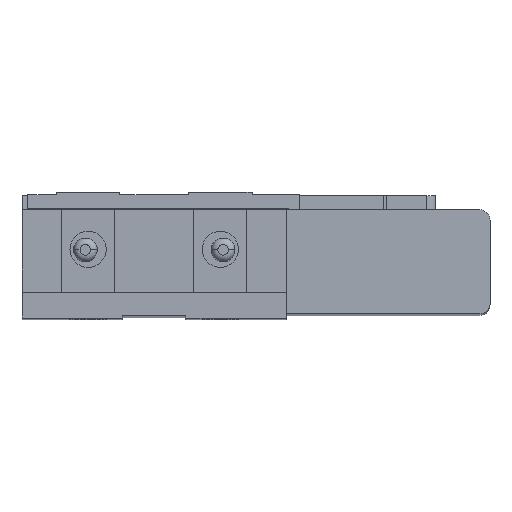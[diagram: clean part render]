
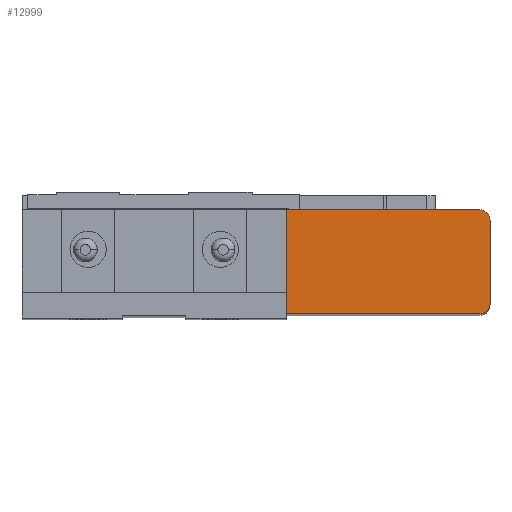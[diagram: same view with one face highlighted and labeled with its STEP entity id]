
A CAD part, top view. The second image highlights one B-rep face of the part: STEP entity #12999.
In plain terms, the highlighted planar face has unit normal (0, 0, 1).
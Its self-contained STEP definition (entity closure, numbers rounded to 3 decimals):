
#25 = CARTESIAN_POINT ( 'NONE',  ( 63.5, 5.424, 206.7 ) ) ;
#1143 = CARTESIAN_POINT ( 'NONE',  ( 25., 7.424, 206.7 ) ) ;
#1228 = VECTOR ( 'NONE', #6201, 1000. ) ;
#1644 = CIRCLE ( 'NONE', #11739, 2. ) ;
#2053 = DIRECTION ( 'NONE',  ( 0., 0., 1. ) ) ;
#2161 = CARTESIAN_POINT ( 'NONE',  ( -25., -13.076, 206.7 ) ) ;
#2265 = VERTEX_POINT ( 'NONE', #1143 ) ;
#2746 = VECTOR ( 'NONE', #8621, 1000. ) ;
#2940 = LINE ( 'NONE', #16357, #1228 ) ;
#3283 = EDGE_CURVE ( 'NONE', #10357, #16034, #2940, .T. ) ;
#3907 = PLANE ( 'NONE',  #13274 ) ;
#4546 = ORIENTED_EDGE ( 'NONE', *, *, #12561, .T. ) ;
#4755 = EDGE_CURVE ( 'NONE', #6724, #5128, #1644, .T. ) ;
#4959 = CARTESIAN_POINT ( 'NONE',  ( 63.5, 5.424, 206.7 ) ) ;
#5128 = VERTEX_POINT ( 'NONE', #13689 ) ;
#5283 = CARTESIAN_POINT ( 'NONE',  ( 25., 7.424, 206.7 ) ) ;
#6201 = DIRECTION ( 'NONE',  ( 1., 0., 0. ) ) ;
#6665 = DIRECTION ( 'NONE',  ( 0., 1., 0. ) ) ;
#6724 = VERTEX_POINT ( 'NONE', #4959 ) ;
#7178 = CARTESIAN_POINT ( 'NONE',  ( 61.5, 5.424, 206.7 ) ) ;
#8010 = AXIS2_PLACEMENT_3D ( 'NONE', #14241, #9334, #19162 ) ;
#8348 = DIRECTION ( 'NONE',  ( 0., -1., 0. ) ) ;
#8621 = DIRECTION ( 'NONE',  ( -1., 0., 0. ) ) ;
#9334 = DIRECTION ( 'NONE',  ( 0., 0., 1. ) ) ;
#10091 = ORIENTED_EDGE ( 'NONE', *, *, #11942, .T. ) ;
#10243 = LINE ( 'NONE', #16910, #2746 ) ;
#10357 = VERTEX_POINT ( 'NONE', #12612 ) ;
#10547 = DIRECTION ( 'NONE',  ( 1., 0., 0. ) ) ;
#10687 = CARTESIAN_POINT ( 'NONE',  ( 61.5, -12.276, 206.7 ) ) ;
#11739 = AXIS2_PLACEMENT_3D ( 'NONE', #7178, #2053, #13824 ) ;
#11826 = LINE ( 'NONE', #5283, #16922 ) ;
#11942 = EDGE_CURVE ( 'NONE', #16034, #15302, #20911, .T. ) ;
#12545 = EDGE_CURVE ( 'NONE', #5128, #2265, #10243, .T. ) ;
#12561 = EDGE_CURVE ( 'NONE', #15302, #6724, #21535, .T. ) ;
#12612 = CARTESIAN_POINT ( 'NONE',  ( 25., -12.276, 206.7 ) ) ;
#12999 = ADVANCED_FACE ( 'NONE', ( #20611 ), #3907, .T. ) ;
#13123 = ORIENTED_EDGE ( 'NONE', *, *, #4755, .T. ) ;
#13274 = AXIS2_PLACEMENT_3D ( 'NONE', #2161, #17439, #10547 ) ;
#13307 = ORIENTED_EDGE ( 'NONE', *, *, #19568, .T. ) ;
#13689 = CARTESIAN_POINT ( 'NONE',  ( 61.5, 7.424, 206.7 ) ) ;
#13824 = DIRECTION ( 'NONE',  ( 1., 0., 0. ) ) ;
#14241 = CARTESIAN_POINT ( 'NONE',  ( 61.5, -10.276, 206.7 ) ) ;
#15064 = CARTESIAN_POINT ( 'NONE',  ( 63.5, -10.276, 206.7 ) ) ;
#15302 = VERTEX_POINT ( 'NONE', #15064 ) ;
#15579 = EDGE_LOOP ( 'NONE', ( #17596, #13307, #19057, #10091, #4546, #13123 ) ) ;
#16034 = VERTEX_POINT ( 'NONE', #10687 ) ;
#16357 = CARTESIAN_POINT ( 'NONE',  ( 25., -12.276, 206.7 ) ) ;
#16910 = CARTESIAN_POINT ( 'NONE',  ( 25., 7.424, 206.7 ) ) ;
#16922 = VECTOR ( 'NONE', #8348, 1000. ) ;
#17439 = DIRECTION ( 'NONE',  ( 0., 0., 1. ) ) ;
#17596 = ORIENTED_EDGE ( 'NONE', *, *, #12545, .T. ) ;
#19057 = ORIENTED_EDGE ( 'NONE', *, *, #3283, .T. ) ;
#19162 = DIRECTION ( 'NONE',  ( 1., 0., 0. ) ) ;
#19568 = EDGE_CURVE ( 'NONE', #2265, #10357, #11826, .T. ) ;
#20611 = FACE_OUTER_BOUND ( 'NONE', #15579, .T. ) ;
#20911 = CIRCLE ( 'NONE', #8010, 2. ) ;
#21535 = LINE ( 'NONE', #25, #21577 ) ;
#21577 = VECTOR ( 'NONE', #6665, 1000. ) ;
